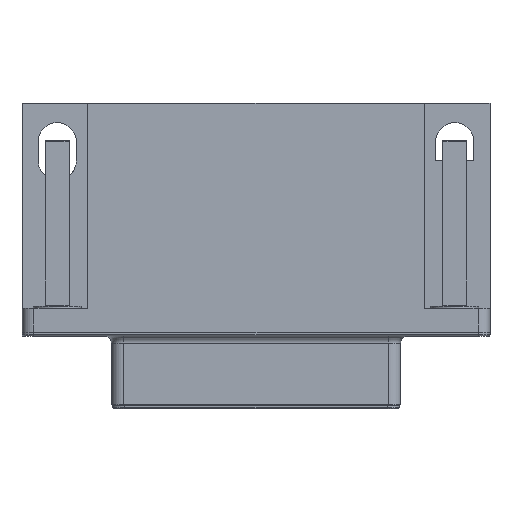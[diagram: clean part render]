
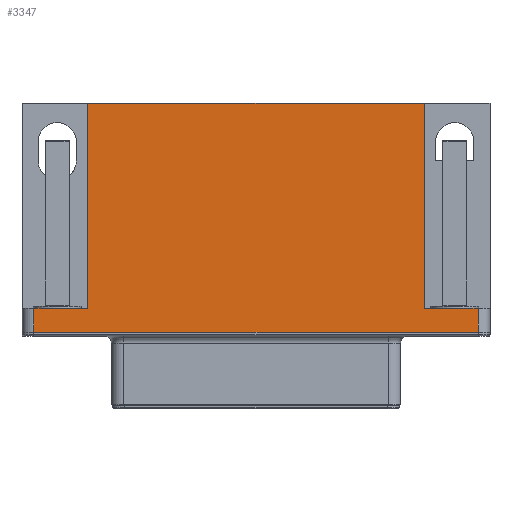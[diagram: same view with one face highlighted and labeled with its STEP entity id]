
A CAD part, top view. The second image highlights one B-rep face of the part: STEP entity #3347.
In plain terms, the highlighted planar face has unit normal (0, 0, 1).
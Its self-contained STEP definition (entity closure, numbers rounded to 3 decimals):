
#3108 = VERTEX_POINT('',#3109);
#3109 = CARTESIAN_POINT('',(-28.295,-17.4,12.5));
#3115 = EDGE_CURVE('',#3116,#3108,#3118,.T.);
#3116 = VERTEX_POINT('',#3117);
#3117 = CARTESIAN_POINT('',(8.905,-17.4,12.5));
#3118 = LINE('',#3119,#3120);
#3119 = CARTESIAN_POINT('',(9.905,-17.4,12.5));
#3120 = VECTOR('',#3121,1.);
#3121 = DIRECTION('',(-1.,0.,0.));
#3347 = ADVANCED_FACE('',(#3348),#3405,.T.);
#3348 = FACE_BOUND('',#3349,.T.);
#3349 = EDGE_LOOP('',(#3350,#3351,#3359,#3367,#3375,#3383,#3391,#3399));
#3350 = ORIENTED_EDGE('',*,*,#3115,.F.);
#3351 = ORIENTED_EDGE('',*,*,#3352,.T.);
#3352 = EDGE_CURVE('',#3116,#3353,#3355,.T.);
#3353 = VERTEX_POINT('',#3354);
#3354 = CARTESIAN_POINT('',(8.905,-15.4,12.5));
#3355 = LINE('',#3356,#3357);
#3356 = CARTESIAN_POINT('',(8.905,-17.4,12.5));
#3357 = VECTOR('',#3358,1.);
#3358 = DIRECTION('',(0.,1.,0.));
#3359 = ORIENTED_EDGE('',*,*,#3360,.F.);
#3360 = EDGE_CURVE('',#3361,#3353,#3363,.T.);
#3361 = VERTEX_POINT('',#3362);
#3362 = CARTESIAN_POINT('',(4.405,-15.4,12.5));
#3363 = LINE('',#3364,#3365);
#3364 = CARTESIAN_POINT('',(8.905,-15.4,12.5));
#3365 = VECTOR('',#3366,1.);
#3366 = DIRECTION('',(1.,0.,0.));
#3367 = ORIENTED_EDGE('',*,*,#3368,.F.);
#3368 = EDGE_CURVE('',#3369,#3361,#3371,.T.);
#3369 = VERTEX_POINT('',#3370);
#3370 = CARTESIAN_POINT('',(4.405,1.8,12.5));
#3371 = LINE('',#3372,#3373);
#3372 = CARTESIAN_POINT('',(4.405,-16.4,12.5));
#3373 = VECTOR('',#3374,1.);
#3374 = DIRECTION('',(0.,-1.,0.));
#3375 = ORIENTED_EDGE('',*,*,#3376,.T.);
#3376 = EDGE_CURVE('',#3369,#3377,#3379,.T.);
#3377 = VERTEX_POINT('',#3378);
#3378 = CARTESIAN_POINT('',(-23.795,1.8,12.5));
#3379 = LINE('',#3380,#3381);
#3380 = CARTESIAN_POINT('',(9.905,1.8,12.5));
#3381 = VECTOR('',#3382,1.);
#3382 = DIRECTION('',(-1.,0.,0.));
#3383 = ORIENTED_EDGE('',*,*,#3384,.F.);
#3384 = EDGE_CURVE('',#3385,#3377,#3387,.T.);
#3385 = VERTEX_POINT('',#3386);
#3386 = CARTESIAN_POINT('',(-23.795,-15.4,12.5));
#3387 = LINE('',#3388,#3389);
#3388 = CARTESIAN_POINT('',(-23.795,-16.4,12.5));
#3389 = VECTOR('',#3390,1.);
#3390 = DIRECTION('',(0.,1.,0.));
#3391 = ORIENTED_EDGE('',*,*,#3392,.F.);
#3392 = EDGE_CURVE('',#3393,#3385,#3395,.T.);
#3393 = VERTEX_POINT('',#3394);
#3394 = CARTESIAN_POINT('',(-28.295,-15.4,12.5));
#3395 = LINE('',#3396,#3397);
#3396 = CARTESIAN_POINT('',(-8.695,-15.4,12.5));
#3397 = VECTOR('',#3398,1.);
#3398 = DIRECTION('',(1.,0.,0.));
#3399 = ORIENTED_EDGE('',*,*,#3400,.F.);
#3400 = EDGE_CURVE('',#3108,#3393,#3401,.T.);
#3401 = LINE('',#3402,#3403);
#3402 = CARTESIAN_POINT('',(-28.295,-17.4,12.5));
#3403 = VECTOR('',#3404,1.);
#3404 = DIRECTION('',(0.,1.,0.));
#3405 = PLANE('',#3406);
#3406 = AXIS2_PLACEMENT_3D('',#3407,#3408,#3409);
#3407 = CARTESIAN_POINT('',(9.905,-17.4,12.5));
#3408 = DIRECTION('',(0.,0.,1.));
#3409 = DIRECTION('',(-1.,0.,0.));
